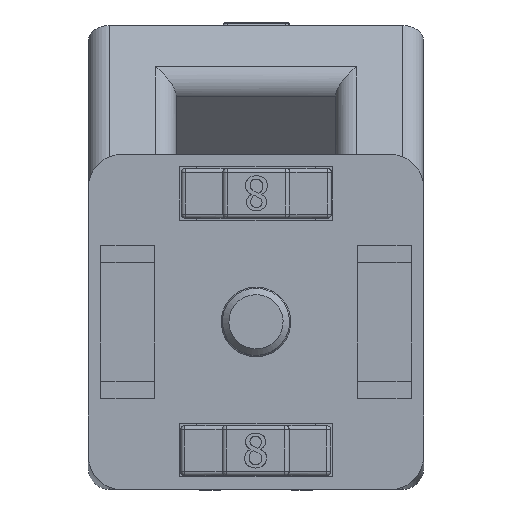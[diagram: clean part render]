
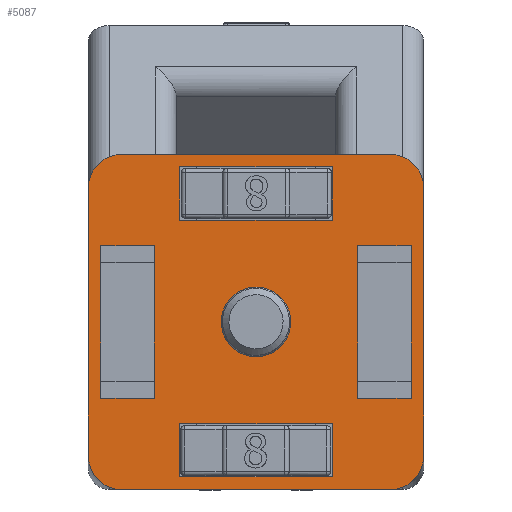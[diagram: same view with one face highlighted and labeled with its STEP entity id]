
A CAD part, top view. The second image highlights one B-rep face of the part: STEP entity #5087.
In plain terms, the highlighted planar face has unit normal (0, 0, 1).
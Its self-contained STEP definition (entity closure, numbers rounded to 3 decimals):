
#184=FACE_BOUND('',#1009,.T.);
#185=FACE_BOUND('',#1010,.T.);
#186=FACE_BOUND('',#1011,.T.);
#187=FACE_BOUND('',#1012,.T.);
#188=FACE_BOUND('',#1013,.T.);
#294=CIRCLE('',#5481,4.15);
#315=CIRCLE('',#5532,4.);
#316=CIRCLE('',#5533,4.);
#317=CIRCLE('',#5534,4.);
#318=CIRCLE('',#5535,4.);
#707=FACE_OUTER_BOUND('',#1008,.T.);
#1008=EDGE_LOOP('',(#3738,#3739,#3740,#3741,#3742,#3743,#3744,#3745));
#1009=EDGE_LOOP('',(#3746,#3747,#3748,#3749));
#1010=EDGE_LOOP('',(#3750,#3751,#3752,#3753));
#1011=EDGE_LOOP('',(#3754,#3755,#3756,#3757));
#1012=EDGE_LOOP('',(#3758,#3759,#3760,#3761));
#1013=EDGE_LOOP('',(#3762));
#1284=LINE('',#7314,#1747);
#1287=LINE('',#7319,#1750);
#1289=LINE('',#7323,#1752);
#1291=LINE('',#7326,#1754);
#1308=LINE('',#7363,#1771);
#1311=LINE('',#7368,#1774);
#1313=LINE('',#7372,#1776);
#1315=LINE('',#7375,#1778);
#1332=LINE('',#7412,#1795);
#1335=LINE('',#7417,#1798);
#1337=LINE('',#7421,#1800);
#1339=LINE('',#7424,#1802);
#1356=LINE('',#7461,#1819);
#1359=LINE('',#7466,#1822);
#1361=LINE('',#7470,#1824);
#1363=LINE('',#7473,#1826);
#1378=LINE('',#7864,#1841);
#1386=LINE('',#7879,#1849);
#1402=LINE('',#7937,#1865);
#1403=LINE('',#7942,#1866);
#1747=VECTOR('',#5927,10.);
#1750=VECTOR('',#5932,10.);
#1752=VECTOR('',#5936,10.);
#1754=VECTOR('',#5940,10.);
#1771=VECTOR('',#5969,10.);
#1774=VECTOR('',#5974,10.);
#1776=VECTOR('',#5978,10.);
#1778=VECTOR('',#5982,10.);
#1795=VECTOR('',#6011,10.);
#1798=VECTOR('',#6016,10.);
#1800=VECTOR('',#6020,10.);
#1802=VECTOR('',#6024,10.);
#1819=VECTOR('',#6053,10.);
#1822=VECTOR('',#6058,10.);
#1824=VECTOR('',#6062,10.);
#1826=VECTOR('',#6066,10.);
#1841=VECTOR('',#6145,1.);
#1849=VECTOR('',#6155,1.);
#1865=VECTOR('',#6223,1.);
#1866=VECTOR('',#6228,1.);
#2206=VERTEX_POINT('',#7312);
#2207=VERTEX_POINT('',#7313);
#2208=VERTEX_POINT('',#7318);
#2209=VERTEX_POINT('',#7322);
#2222=VERTEX_POINT('',#7361);
#2223=VERTEX_POINT('',#7362);
#2224=VERTEX_POINT('',#7367);
#2225=VERTEX_POINT('',#7371);
#2238=VERTEX_POINT('',#7410);
#2239=VERTEX_POINT('',#7411);
#2240=VERTEX_POINT('',#7416);
#2241=VERTEX_POINT('',#7420);
#2254=VERTEX_POINT('',#7459);
#2255=VERTEX_POINT('',#7460);
#2256=VERTEX_POINT('',#7465);
#2257=VERTEX_POINT('',#7469);
#2264=VERTEX_POINT('',#7503);
#2297=VERTEX_POINT('',#7861);
#2298=VERTEX_POINT('',#7863);
#2303=VERTEX_POINT('',#7876);
#2304=VERTEX_POINT('',#7878);
#2319=VERTEX_POINT('',#7934);
#2320=VERTEX_POINT('',#7936);
#2321=VERTEX_POINT('',#7939);
#2322=VERTEX_POINT('',#7941);
#2675=EDGE_CURVE('',#2206,#2207,#1284,.T.);
#2678=EDGE_CURVE('',#2208,#2206,#1287,.T.);
#2680=EDGE_CURVE('',#2209,#2208,#1289,.T.);
#2682=EDGE_CURVE('',#2207,#2209,#1291,.T.);
#2699=EDGE_CURVE('',#2222,#2223,#1308,.T.);
#2702=EDGE_CURVE('',#2224,#2222,#1311,.T.);
#2704=EDGE_CURVE('',#2225,#2224,#1313,.T.);
#2706=EDGE_CURVE('',#2223,#2225,#1315,.T.);
#2723=EDGE_CURVE('',#2238,#2239,#1332,.T.);
#2726=EDGE_CURVE('',#2240,#2238,#1335,.T.);
#2728=EDGE_CURVE('',#2241,#2240,#1337,.T.);
#2730=EDGE_CURVE('',#2239,#2241,#1339,.T.);
#2747=EDGE_CURVE('',#2254,#2255,#1356,.T.);
#2750=EDGE_CURVE('',#2256,#2254,#1359,.T.);
#2752=EDGE_CURVE('',#2257,#2256,#1361,.T.);
#2754=EDGE_CURVE('',#2255,#2257,#1363,.T.);
#2761=EDGE_CURVE('',#2264,#2264,#294,.T.);
#2812=EDGE_CURVE('',#2298,#2297,#1378,.T.);
#2820=EDGE_CURVE('',#2304,#2303,#1386,.T.);
#2847=EDGE_CURVE('',#2297,#2319,#315,.T.);
#2848=EDGE_CURVE('',#2319,#2320,#1402,.T.);
#2849=EDGE_CURVE('',#2320,#2304,#316,.T.);
#2850=EDGE_CURVE('',#2303,#2321,#317,.T.);
#2851=EDGE_CURVE('',#2321,#2322,#1403,.T.);
#2852=EDGE_CURVE('',#2322,#2298,#318,.T.);
#3738=ORIENTED_EDGE('',*,*,#2812,.T.);
#3739=ORIENTED_EDGE('',*,*,#2847,.T.);
#3740=ORIENTED_EDGE('',*,*,#2848,.T.);
#3741=ORIENTED_EDGE('',*,*,#2849,.T.);
#3742=ORIENTED_EDGE('',*,*,#2820,.T.);
#3743=ORIENTED_EDGE('',*,*,#2850,.T.);
#3744=ORIENTED_EDGE('',*,*,#2851,.T.);
#3745=ORIENTED_EDGE('',*,*,#2852,.T.);
#3746=ORIENTED_EDGE('',*,*,#2675,.T.);
#3747=ORIENTED_EDGE('',*,*,#2682,.T.);
#3748=ORIENTED_EDGE('',*,*,#2680,.T.);
#3749=ORIENTED_EDGE('',*,*,#2678,.T.);
#3750=ORIENTED_EDGE('',*,*,#2699,.T.);
#3751=ORIENTED_EDGE('',*,*,#2706,.T.);
#3752=ORIENTED_EDGE('',*,*,#2704,.T.);
#3753=ORIENTED_EDGE('',*,*,#2702,.T.);
#3754=ORIENTED_EDGE('',*,*,#2723,.T.);
#3755=ORIENTED_EDGE('',*,*,#2730,.T.);
#3756=ORIENTED_EDGE('',*,*,#2728,.T.);
#3757=ORIENTED_EDGE('',*,*,#2726,.T.);
#3758=ORIENTED_EDGE('',*,*,#2747,.T.);
#3759=ORIENTED_EDGE('',*,*,#2754,.T.);
#3760=ORIENTED_EDGE('',*,*,#2752,.T.);
#3761=ORIENTED_EDGE('',*,*,#2750,.T.);
#3762=ORIENTED_EDGE('',*,*,#2761,.T.);
#4917=PLANE('',#5531);
#5087=ADVANCED_FACE('',(#707,#184,#185,#186,#187,#188),#4917,.T.);
#5481=AXIS2_PLACEMENT_3D('',#7504,#6081,#6082);
#5531=AXIS2_PLACEMENT_3D('',#7933,#6219,#6220);
#5532=AXIS2_PLACEMENT_3D('',#7935,#6221,#6222);
#5533=AXIS2_PLACEMENT_3D('',#7938,#6224,#6225);
#5534=AXIS2_PLACEMENT_3D('',#7940,#6226,#6227);
#5535=AXIS2_PLACEMENT_3D('',#7943,#6229,#6230);
#5927=DIRECTION('',(-1.,0.,0.));
#5932=DIRECTION('',(0.,-1.,0.));
#5936=DIRECTION('',(1.,0.,0.));
#5940=DIRECTION('',(0.,1.,0.));
#5969=DIRECTION('',(0.,-1.,0.));
#5974=DIRECTION('',(1.,0.,0.));
#5978=DIRECTION('',(0.,1.,0.));
#5982=DIRECTION('',(-1.,0.,0.));
#6011=DIRECTION('',(1.,0.,0.));
#6016=DIRECTION('',(0.,1.,0.));
#6020=DIRECTION('',(-1.,0.,0.));
#6024=DIRECTION('',(0.,-1.,0.));
#6053=DIRECTION('',(0.,1.,0.));
#6058=DIRECTION('',(-1.,0.,0.));
#6062=DIRECTION('',(0.,-1.,0.));
#6066=DIRECTION('',(1.,0.,0.));
#6081=DIRECTION('center_axis',(0.,0.,-1.));
#6082=DIRECTION('ref_axis',(1.,0.,0.));
#6145=DIRECTION('',(1.,0.,0.));
#6155=DIRECTION('',(-1.,0.,0.));
#6219=DIRECTION('center_axis',(0.,0.,1.));
#6220=DIRECTION('ref_axis',(1.,0.,0.));
#6221=DIRECTION('center_axis',(0.,0.,1.));
#6222=DIRECTION('ref_axis',(1.,0.,0.));
#6223=DIRECTION('',(0.,1.,0.));
#6224=DIRECTION('center_axis',(0.,0.,1.));
#6225=DIRECTION('ref_axis',(1.,0.,0.));
#6226=DIRECTION('center_axis',(0.,0.,1.));
#6227=DIRECTION('ref_axis',(1.,0.,0.));
#6228=DIRECTION('',(0.,-1.,0.));
#6229=DIRECTION('center_axis',(0.,0.,1.));
#6230=DIRECTION('ref_axis',(1.,0.,0.));
#7312=CARTESIAN_POINT('',(18.5,-9.1,30.1));
#7313=CARTESIAN_POINT('',(12.15,-9.1,30.1));
#7314=CARTESIAN_POINT('',(18.25,-9.1,30.1));
#7318=CARTESIAN_POINT('',(18.5,9.1,30.1));
#7319=CARTESIAN_POINT('',(18.5,12.55,30.1));
#7322=CARTESIAN_POINT('',(12.15,9.1,30.1));
#7323=CARTESIAN_POINT('',(15.075,9.1,30.1));
#7326=CARTESIAN_POINT('',(12.15,3.45,30.1));
#7361=CARTESIAN_POINT('',(9.1,18.5,30.1));
#7362=CARTESIAN_POINT('',(9.1,12.15,30.1));
#7363=CARTESIAN_POINT('',(9.1,17.25,30.1));
#7367=CARTESIAN_POINT('',(-9.1,18.5,30.1));
#7368=CARTESIAN_POINT('',(4.45,18.5,30.1));
#7371=CARTESIAN_POINT('',(-9.1,12.15,30.1));
#7372=CARTESIAN_POINT('',(-9.1,14.075,30.1));
#7375=CARTESIAN_POINT('',(13.55,12.15,30.1));
#7410=CARTESIAN_POINT('',(-18.5,9.1,30.1));
#7411=CARTESIAN_POINT('',(-12.15,9.1,30.1));
#7412=CARTESIAN_POINT('',(-0.25,9.1,30.1));
#7416=CARTESIAN_POINT('',(-18.5,-9.1,30.1));
#7417=CARTESIAN_POINT('',(-18.5,3.45,30.1));
#7420=CARTESIAN_POINT('',(-12.15,-9.1,30.1));
#7421=CARTESIAN_POINT('',(2.925,-9.1,30.1));
#7424=CARTESIAN_POINT('',(-12.15,12.55,30.1));
#7459=CARTESIAN_POINT('',(-9.1,-18.5,30.1));
#7460=CARTESIAN_POINT('',(-9.1,-12.15,30.1));
#7461=CARTESIAN_POINT('',(-9.1,-1.25,30.1));
#7465=CARTESIAN_POINT('',(9.1,-18.5,30.1));
#7466=CARTESIAN_POINT('',(13.55,-18.5,30.1));
#7469=CARTESIAN_POINT('',(9.1,-12.15,30.1));
#7470=CARTESIAN_POINT('',(9.1,1.925,30.1));
#7473=CARTESIAN_POINT('',(4.45,-12.15,30.1));
#7503=CARTESIAN_POINT('',(-4.15,0.,30.1));
#7504=CARTESIAN_POINT('Origin',(0.,0.,30.1));
#7861=CARTESIAN_POINT('',(16.,-20.,30.1));
#7863=CARTESIAN_POINT('',(-16.,-20.,30.1));
#7864=CARTESIAN_POINT('',(-16.,-20.,30.1));
#7876=CARTESIAN_POINT('',(-16.,20.,30.1));
#7878=CARTESIAN_POINT('',(16.,20.,30.1));
#7879=CARTESIAN_POINT('',(16.,20.,30.1));
#7933=CARTESIAN_POINT('Origin',(18.,16.,30.1));
#7934=CARTESIAN_POINT('',(20.,-16.,30.1));
#7935=CARTESIAN_POINT('Origin',(16.,-16.,30.1));
#7936=CARTESIAN_POINT('',(20.,16.,30.1));
#7937=CARTESIAN_POINT('',(20.,-16.,30.1));
#7938=CARTESIAN_POINT('Origin',(16.,16.,30.1));
#7939=CARTESIAN_POINT('',(-20.,16.,30.1));
#7940=CARTESIAN_POINT('Origin',(-16.,16.,30.1));
#7941=CARTESIAN_POINT('',(-20.,-16.,30.1));
#7942=CARTESIAN_POINT('',(-20.,16.,30.1));
#7943=CARTESIAN_POINT('Origin',(-16.,-16.,30.1));
